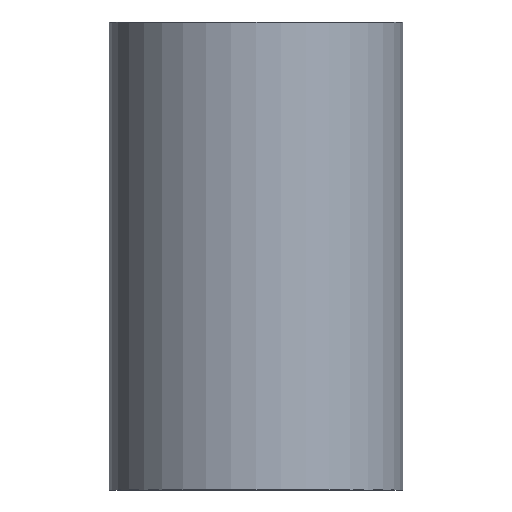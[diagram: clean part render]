
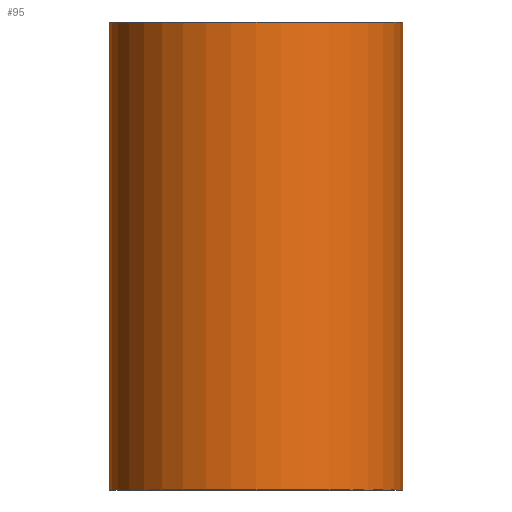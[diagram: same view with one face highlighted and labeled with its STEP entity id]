
A CAD part, front view. The second image highlights one B-rep face of the part: STEP entity #95.
In plain terms, the highlighted cylindrical face has radius 395 mm (diameter 790 mm), a full revolution.
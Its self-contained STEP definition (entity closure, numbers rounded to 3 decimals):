
#9 = AXIS2_PLACEMENT_3D ( 'NONE', #902, #324, #988 ) ;
#57 = CARTESIAN_POINT ( 'NONE',  ( 0., 0., 0. ) ) ;
#95 = ADVANCED_FACE ( 'NONE', ( #335, #280 ), #787, .T. ) ;
#165 = CARTESIAN_POINT ( 'NONE',  ( 395., 0., 1260. ) ) ;
#280 = FACE_OUTER_BOUND ( 'NONE', #828, .T. ) ;
#304 = VERTEX_POINT ( 'NONE', #972 ) ;
#320 = ORIENTED_EDGE ( 'NONE', *, *, #811, .F. ) ;
#324 = DIRECTION ( 'NONE',  ( 0., 0., 1. ) ) ;
#335 = FACE_OUTER_BOUND ( 'NONE', #989, .T. ) ;
#348 = EDGE_CURVE ( 'NONE', #304, #304, #836, .T. ) ;
#412 = VERTEX_POINT ( 'NONE', #165 ) ;
#453 = DIRECTION ( 'NONE',  ( 0., 0., 1. ) ) ;
#531 = AXIS2_PLACEMENT_3D ( 'NONE', #938, #453, #779 ) ;
#779 = DIRECTION ( 'NONE',  ( 1., 0., 0. ) ) ;
#787 = CYLINDRICAL_SURFACE ( 'NONE', #9, 395. ) ;
#811 = EDGE_CURVE ( 'NONE', #412, #412, #863, .T. ) ;
#828 = EDGE_LOOP ( 'NONE', ( #320 ) ) ;
#836 = CIRCLE ( 'NONE', #910, 395. ) ;
#863 = CIRCLE ( 'NONE', #531, 395. ) ;
#902 = CARTESIAN_POINT ( 'NONE',  ( 0., 0., 0. ) ) ;
#910 = AXIS2_PLACEMENT_3D ( 'NONE', #57, #963, #959 ) ;
#938 = CARTESIAN_POINT ( 'NONE',  ( 0., 0., 1260. ) ) ;
#959 = DIRECTION ( 'NONE',  ( 1., 0., 0. ) ) ;
#963 = DIRECTION ( 'NONE',  ( 0., 0., 1. ) ) ;
#972 = CARTESIAN_POINT ( 'NONE',  ( 395., 0., 0. ) ) ;
#988 = DIRECTION ( 'NONE',  ( 1., 0., 0. ) ) ;
#989 = EDGE_LOOP ( 'NONE', ( #1039 ) ) ;
#1039 = ORIENTED_EDGE ( 'NONE', *, *, #348, .T. ) ;
